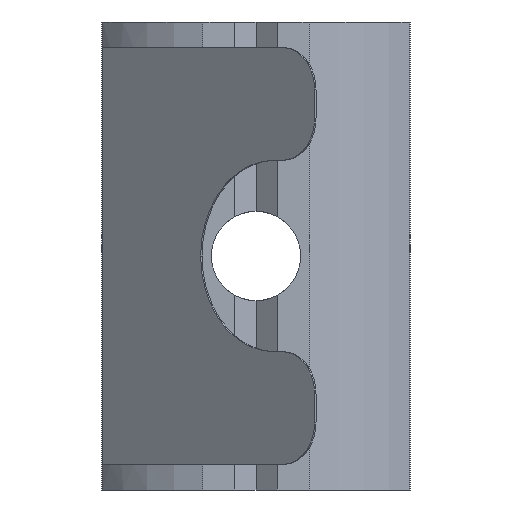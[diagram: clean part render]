
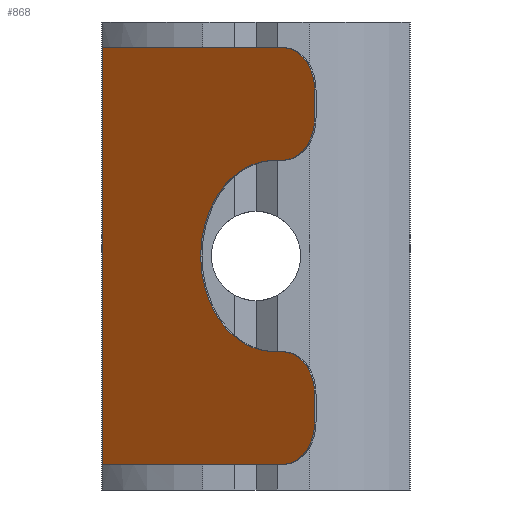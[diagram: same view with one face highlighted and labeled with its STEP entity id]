
A CAD part, front view. The second image highlights one B-rep face of the part: STEP entity #868.
In plain terms, the highlighted planar face has unit normal (-0.643, -0.766, 0).
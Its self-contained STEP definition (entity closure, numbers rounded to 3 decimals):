
#6 = CARTESIAN_POINT ( 'NONE',  ( 1.226, -10.571, 4.5 ) ) ;
#9 = CARTESIAN_POINT ( 'NONE',  ( 1.226, -10.571, -6.5 ) ) ;
#18 = CARTESIAN_POINT ( 'NONE',  ( 2.759, -11.856, -9.8 ) ) ;
#65 = VECTOR ( 'NONE', #738, 1000. ) ;
#72 = CIRCLE ( 'NONE', #324, 2. ) ;
#78 = LINE ( 'NONE', #1077, #720 ) ;
#91 = EDGE_CURVE ( 'NONE', #479, #336, #863, .T. ) ;
#94 = DIRECTION ( 'NONE',  ( -0.643, -0.766, 0. ) ) ;
#105 = CARTESIAN_POINT ( 'NONE',  ( -7.2, -3.5, 4.5 ) ) ;
#117 = CARTESIAN_POINT ( 'NONE',  ( -7.2, -3.5, -9.8 ) ) ;
#119 = DIRECTION ( 'NONE',  ( -0.643, -0.766, 0. ) ) ;
#122 = DIRECTION ( 'NONE',  ( -0.643, -0.766, 0. ) ) ;
#129 = DIRECTION ( 'NONE',  ( 0.766, -0.643, 0. ) ) ;
#141 = DIRECTION ( 'NONE',  ( 0., 0., 1. ) ) ;
#159 = CARTESIAN_POINT ( 'NONE',  ( 1.226, -10.571, 6.5 ) ) ;
#181 = EDGE_CURVE ( 'NONE', #527, #1441, #497, .T. ) ;
#201 = DIRECTION ( 'NONE',  ( -0.643, -0.766, 0. ) ) ;
#217 = VECTOR ( 'NONE', #1034, 1000. ) ;
#221 = CARTESIAN_POINT ( 'NONE',  ( 1.226, -10.571, -4.5 ) ) ;
#227 = CARTESIAN_POINT ( 'NONE',  ( -7.2, -3.5, 9.8 ) ) ;
#228 = CARTESIAN_POINT ( 'NONE',  ( 0.843, -10.249, -4.5 ) ) ;
#239 = EDGE_CURVE ( 'NONE', #1392, #479, #314, .T. ) ;
#240 = ORIENTED_EDGE ( 'NONE', *, *, #850, .F. ) ;
#244 = ORIENTED_EDGE ( 'NONE', *, *, #91, .T. ) ;
#281 = LINE ( 'NONE', #1282, #65 ) ;
#283 = DIRECTION ( 'NONE',  ( 0.766, -0.643, 0. ) ) ;
#301 = ORIENTED_EDGE ( 'NONE', *, *, #377, .F. ) ;
#303 = FACE_OUTER_BOUND ( 'NONE', #1090, .T. ) ;
#304 = EDGE_CURVE ( 'NONE', #1261, #792, #72, .T. ) ;
#306 = EDGE_CURVE ( 'NONE', #950, #336, #409, .T. ) ;
#314 = LINE ( 'NONE', #18, #884 ) ;
#315 = VERTEX_POINT ( 'NONE', #1134 ) ;
#324 = AXIS2_PLACEMENT_3D ( 'NONE', #159, #968, #283 ) ;
#336 = VERTEX_POINT ( 'NONE', #221 ) ;
#337 = CARTESIAN_POINT ( 'NONE',  ( 2.759, -11.856, 7.8 ) ) ;
#347 = CARTESIAN_POINT ( 'NONE',  ( -7.2, -3.5, 9.8 ) ) ;
#354 = DIRECTION ( 'NONE',  ( 0.766, -0.643, 0. ) ) ;
#377 = EDGE_CURVE ( 'NONE', #1261, #315, #1474, .T. ) ;
#380 = EDGE_CURVE ( 'NONE', #382, #1441, #600, .T. ) ;
#382 = VERTEX_POINT ( 'NONE', #347 ) ;
#409 = LINE ( 'NONE', #1304, #679 ) ;
#410 = CARTESIAN_POINT ( 'NONE',  ( -7.2, -3.5, -9.8 ) ) ;
#416 = EDGE_CURVE ( 'NONE', #1215, #1392, #820, .T. ) ;
#432 = ORIENTED_EDGE ( 'NONE', *, *, #469, .F. ) ;
#469 = EDGE_CURVE ( 'NONE', #315, #866, #1011, .T. ) ;
#479 = VERTEX_POINT ( 'NONE', #1446 ) ;
#497 = CIRCLE ( 'NONE', #803, 2. ) ;
#527 = VERTEX_POINT ( 'NONE', #337 ) ;
#545 = CIRCLE ( 'NONE', #758, 4.5 ) ;
#561 = VECTOR ( 'NONE', #354, 1000. ) ;
#600 = LINE ( 'NONE', #227, #561 ) ;
#647 = DIRECTION ( 'NONE',  ( 0.766, -0.643, 0. ) ) ;
#654 = EDGE_CURVE ( 'NONE', #1449, #382, #1402, .T. ) ;
#655 = ORIENTED_EDGE ( 'NONE', *, *, #753, .T. ) ;
#679 = VECTOR ( 'NONE', #647, 1000. ) ;
#695 = DIRECTION ( 'NONE',  ( -0.643, -0.766, 0. ) ) ;
#707 = ORIENTED_EDGE ( 'NONE', *, *, #239, .T. ) ;
#715 = ORIENTED_EDGE ( 'NONE', *, *, #304, .T. ) ;
#720 = VECTOR ( 'NONE', #780, 1000. ) ;
#738 = DIRECTION ( 'NONE',  ( 0., 0., 1. ) ) ;
#753 = EDGE_CURVE ( 'NONE', #1449, #1215, #78, .T. ) ;
#758 = AXIS2_PLACEMENT_3D ( 'NONE', #1349, #695, #1457 ) ;
#772 = ORIENTED_EDGE ( 'NONE', *, *, #416, .T. ) ;
#780 = DIRECTION ( 'NONE',  ( 0.766, -0.643, 0. ) ) ;
#792 = VERTEX_POINT ( 'NONE', #1447 ) ;
#795 = CARTESIAN_POINT ( 'NONE',  ( -2.604, -7.357, 0. ) ) ;
#800 = PLANE ( 'NONE',  #914 ) ;
#803 = AXIS2_PLACEMENT_3D ( 'NONE', #825, #122, #939 ) ;
#819 = CARTESIAN_POINT ( 'NONE',  ( 1.226, -10.571, -7.8 ) ) ;
#820 = CIRCLE ( 'NONE', #1021, 2. ) ;
#825 = CARTESIAN_POINT ( 'NONE',  ( 1.226, -10.571, 7.8 ) ) ;
#830 = DIRECTION ( 'NONE',  ( -0.643, -0.766, 0. ) ) ;
#850 = EDGE_CURVE ( 'NONE', #866, #950, #545, .T. ) ;
#863 = CIRCLE ( 'NONE', #1317, 2. ) ;
#866 = VERTEX_POINT ( 'NONE', #795 ) ;
#868 = ADVANCED_FACE ( 'NONE', ( #303 ), #800, .T. ) ;
#884 = VECTOR ( 'NONE', #141, 1000. ) ;
#895 = CARTESIAN_POINT ( 'NONE',  ( 0.843, -10.249, 0. ) ) ;
#911 = DIRECTION ( 'NONE',  ( 0.766, -0.643, 0. ) ) ;
#914 = AXIS2_PLACEMENT_3D ( 'NONE', #1355, #94, #911 ) ;
#920 = DIRECTION ( 'NONE',  ( -0.766, 0.643, 0. ) ) ;
#933 = DIRECTION ( 'NONE',  ( 0.766, -0.643, 0. ) ) ;
#939 = DIRECTION ( 'NONE',  ( 0.766, -0.643, 0. ) ) ;
#946 = ORIENTED_EDGE ( 'NONE', *, *, #1096, .T. ) ;
#950 = VERTEX_POINT ( 'NONE', #228 ) ;
#968 = DIRECTION ( 'NONE',  ( -0.643, -0.766, 0. ) ) ;
#989 = ORIENTED_EDGE ( 'NONE', *, *, #380, .F. ) ;
#1007 = DIRECTION ( 'NONE',  ( 0.766, -0.643, 0. ) ) ;
#1011 = CIRCLE ( 'NONE', #1285, 4.5 ) ;
#1021 = AXIS2_PLACEMENT_3D ( 'NONE', #819, #119, #933 ) ;
#1034 = DIRECTION ( 'NONE',  ( 0., 0., 1. ) ) ;
#1077 = CARTESIAN_POINT ( 'NONE',  ( -7.2, -3.5, -9.8 ) ) ;
#1090 = EDGE_LOOP ( 'NONE', ( #707, #244, #1286, #240, #432, #301, #715, #946, #1368, #989, #1116, #655, #772 ) ) ;
#1096 = EDGE_CURVE ( 'NONE', #792, #527, #281, .T. ) ;
#1116 = ORIENTED_EDGE ( 'NONE', *, *, #654, .F. ) ;
#1134 = CARTESIAN_POINT ( 'NONE',  ( 0.843, -10.249, 4.5 ) ) ;
#1149 = VECTOR ( 'NONE', #920, 1000. ) ;
#1215 = VERTEX_POINT ( 'NONE', #1373 ) ;
#1261 = VERTEX_POINT ( 'NONE', #6 ) ;
#1282 = CARTESIAN_POINT ( 'NONE',  ( 2.759, -11.856, -9.8 ) ) ;
#1285 = AXIS2_PLACEMENT_3D ( 'NONE', #895, #201, #1007 ) ;
#1286 = ORIENTED_EDGE ( 'NONE', *, *, #306, .F. ) ;
#1304 = CARTESIAN_POINT ( 'NONE',  ( -7.2, -3.5, -4.5 ) ) ;
#1317 = AXIS2_PLACEMENT_3D ( 'NONE', #9, #830, #129 ) ;
#1349 = CARTESIAN_POINT ( 'NONE',  ( 0.843, -10.249, 0. ) ) ;
#1355 = CARTESIAN_POINT ( 'NONE',  ( -7.2, -3.5, -9.8 ) ) ;
#1368 = ORIENTED_EDGE ( 'NONE', *, *, #181, .T. ) ;
#1373 = CARTESIAN_POINT ( 'NONE',  ( 1.226, -10.571, -9.8 ) ) ;
#1392 = VERTEX_POINT ( 'NONE', #1405 ) ;
#1402 = LINE ( 'NONE', #117, #217 ) ;
#1405 = CARTESIAN_POINT ( 'NONE',  ( 2.759, -11.856, -7.8 ) ) ;
#1410 = CARTESIAN_POINT ( 'NONE',  ( 1.226, -10.571, 9.8 ) ) ;
#1441 = VERTEX_POINT ( 'NONE', #1410 ) ;
#1446 = CARTESIAN_POINT ( 'NONE',  ( 2.759, -11.856, -6.5 ) ) ;
#1447 = CARTESIAN_POINT ( 'NONE',  ( 2.759, -11.856, 6.5 ) ) ;
#1449 = VERTEX_POINT ( 'NONE', #410 ) ;
#1457 = DIRECTION ( 'NONE',  ( 0.766, -0.643, 0. ) ) ;
#1474 = LINE ( 'NONE', #105, #1149 ) ;
